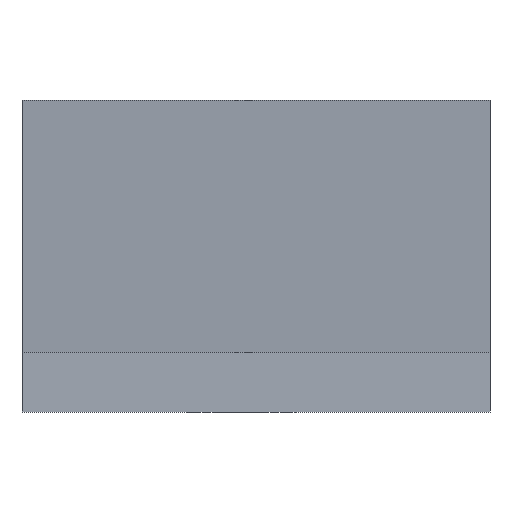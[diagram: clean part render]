
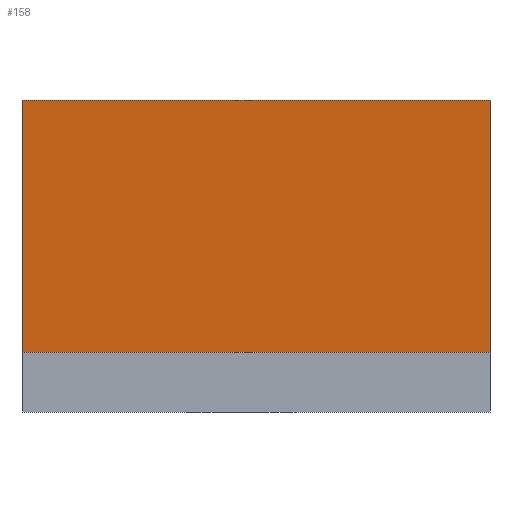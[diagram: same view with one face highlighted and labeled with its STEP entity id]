
A CAD part, front view. The second image highlights one B-rep face of the part: STEP entity #158.
In plain terms, the highlighted planar face has unit normal (0, -0.225, 0.974).
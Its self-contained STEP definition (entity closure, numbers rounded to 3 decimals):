
#17=PLANE('',#187);
#27=FACE_OUTER_BOUND('',#36,.T.);
#36=EDGE_LOOP('',(#123,#124,#125,#126));
#47=LINE('',#251,#64);
#48=LINE('',#253,#65);
#49=LINE('',#255,#66);
#50=LINE('',#256,#67);
#64=VECTOR('',#210,10.);
#65=VECTOR('',#211,10.);
#66=VECTOR('',#212,10.);
#67=VECTOR('',#213,10.);
#85=VERTEX_POINT('',#249);
#86=VERTEX_POINT('',#250);
#87=VERTEX_POINT('',#252);
#88=VERTEX_POINT('',#254);
#100=EDGE_CURVE('',#85,#86,#47,.T.);
#101=EDGE_CURVE('',#86,#87,#48,.T.);
#102=EDGE_CURVE('',#87,#88,#49,.T.);
#103=EDGE_CURVE('',#88,#85,#50,.T.);
#123=ORIENTED_EDGE('',*,*,#100,.T.);
#124=ORIENTED_EDGE('',*,*,#101,.T.);
#125=ORIENTED_EDGE('',*,*,#102,.T.);
#126=ORIENTED_EDGE('',*,*,#103,.T.);
#158=ADVANCED_FACE('',(#27),#17,.T.);
#187=AXIS2_PLACEMENT_3D('',#248,#208,#209);
#208=DIRECTION('center_axis',(0.,-0.225,0.974));
#209=DIRECTION('ref_axis',(1.,0.,0.));
#210=DIRECTION('',(0.,0.974,0.225));
#211=DIRECTION('',(-1.,0.,0.));
#212=DIRECTION('',(0.,-0.974,-0.225));
#213=DIRECTION('',(1.,0.,0.));
#248=CARTESIAN_POINT('Origin',(65.166,5.,-71.079));
#249=CARTESIAN_POINT('',(87.666,-30.,-79.159));
#250=CARTESIAN_POINT('',(87.666,40.,-62.999));
#251=CARTESIAN_POINT('',(87.666,-12.921,-75.216));
#252=CARTESIAN_POINT('',(57.666,40.,-62.999));
#253=CARTESIAN_POINT('',(65.166,40.,-62.999));
#254=CARTESIAN_POINT('',(57.666,-30.,-79.159));
#255=CARTESIAN_POINT('',(57.666,34.549,-64.257));
#256=CARTESIAN_POINT('',(65.166,-30.,-79.159));
